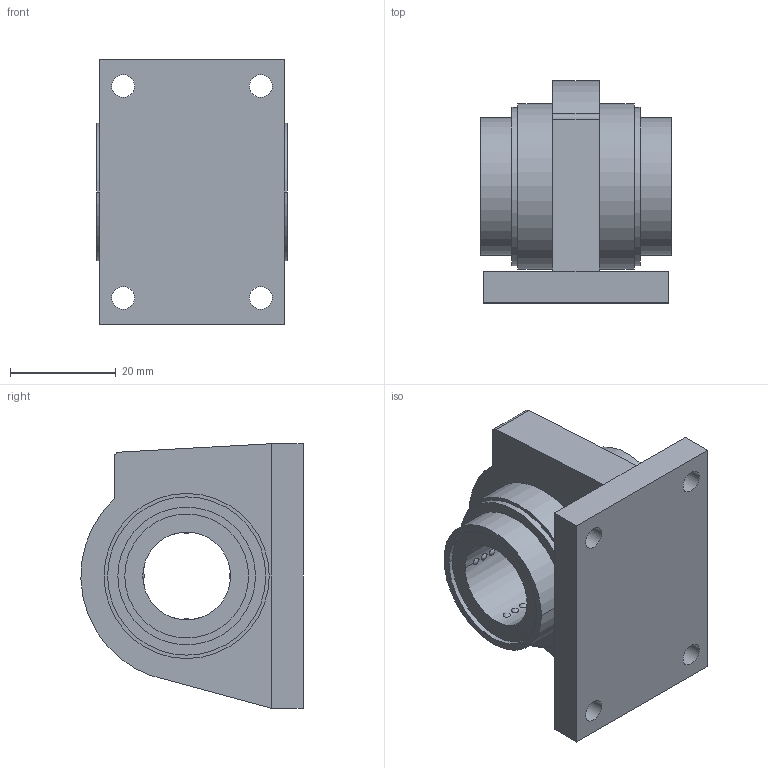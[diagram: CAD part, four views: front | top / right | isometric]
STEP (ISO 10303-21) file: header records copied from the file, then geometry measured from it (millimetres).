
FILE_DESCRIPTION((''),'2;1');
FILE_NAME('','2007-10-24T',(''),(''),'PRO/ENGINEER BY PARAMETRIC TECHNOLOGY CORPORATION, 2004280','PRO/ENGINEER BY PARAMETRIC TECHNOLOGY CORPORATION, 2004280','');
FILE_SCHEMA(('CONFIG_CONTROL_DESIGN'));
Length unit declared in the file: millimetre
Bounding box: 36 x 41.99 x 50 mm (x, y, z)
Volume: 32763.4 mm3; surface area: 12073.7 mm2
Topology: 1 solids, 1 shells, 104 faces, 250 edges, 184 vertices
Faces by surface type: sphere 56, cylinder 28, plane 20
Entity records: 6336 total; most frequent: CARTESIAN_POINT 3954, ORIENTED_EDGE 500, DIRECTION 402, EDGE_CURVE 250, VERTEX_POINT 184, AXIS2_PLACEMENT_3D 160, EDGE_LOOP 150, B_SPLINE_CURVE_WITH_KNOTS 112
